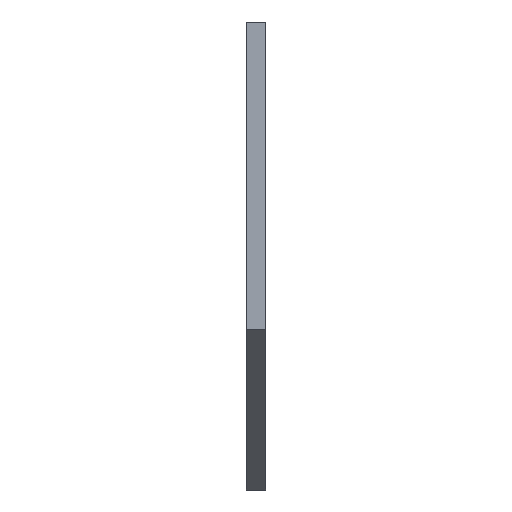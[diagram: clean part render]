
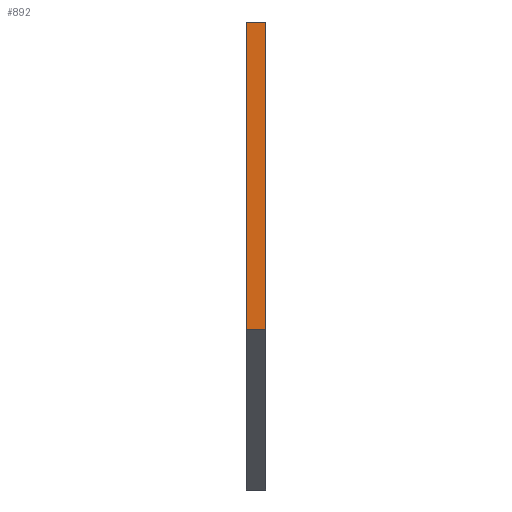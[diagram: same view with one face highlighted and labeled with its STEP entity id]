
A CAD part, front view. The second image highlights one B-rep face of the part: STEP entity #892.
In plain terms, the highlighted planar face has unit normal (0, -1, 0).
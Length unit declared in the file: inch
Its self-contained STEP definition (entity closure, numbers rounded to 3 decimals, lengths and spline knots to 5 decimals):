
#76=PLANE('',#1013);
#115=FACE_OUTER_BOUND('',#154,.T.);
#154=EDGE_LOOP('',(#696,#697,#698,#699));
#257=LINE('',#1466,#308);
#258=LINE('',#1469,#309);
#259=LINE('',#1471,#310);
#260=LINE('',#1472,#311);
#308=VECTOR('',#1242,0.3937);
#309=VECTOR('',#1245,0.3937);
#310=VECTOR('',#1246,0.3937);
#311=VECTOR('',#1247,0.3937);
#447=VERTEX_POINT('',#1462);
#448=VERTEX_POINT('',#1464);
#449=VERTEX_POINT('',#1468);
#450=VERTEX_POINT('',#1470);
#553=EDGE_CURVE('',#447,#448,#257,.T.);
#554=EDGE_CURVE('',#449,#447,#258,.T.);
#555=EDGE_CURVE('',#450,#448,#259,.T.);
#556=EDGE_CURVE('',#449,#450,#260,.T.);
#696=ORIENTED_EDGE('',*,*,#554,.T.);
#697=ORIENTED_EDGE('',*,*,#553,.T.);
#698=ORIENTED_EDGE('',*,*,#555,.F.);
#699=ORIENTED_EDGE('',*,*,#556,.F.);
#892=ADVANCED_FACE('',(#115),#76,.T.);
#1013=AXIS2_PLACEMENT_3D('',#1467,#1243,#1244);
#1242=DIRECTION('',(1.,0.,0.));
#1243=DIRECTION('center_axis',(0.,-1.,0.));
#1244=DIRECTION('ref_axis',(0.,0.,-1.));
#1245=DIRECTION('',(0.,0.,-1.));
#1246=DIRECTION('',(0.,0.,-1.));
#1247=DIRECTION('',(1.,0.,0.));
#1462=CARTESIAN_POINT('',(1.,8.11393,9.1901));
#1464=CARTESIAN_POINT('',(1.125,8.11393,9.1901));
#1466=CARTESIAN_POINT('',(1.,8.11393,9.1901));
#1467=CARTESIAN_POINT('Origin',(1.,8.11393,11.1901));
#1468=CARTESIAN_POINT('',(1.,8.11393,11.1901));
#1469=CARTESIAN_POINT('',(1.,8.11393,11.1901));
#1470=CARTESIAN_POINT('',(1.125,8.11393,11.1901));
#1471=CARTESIAN_POINT('',(1.125,8.11393,11.1901));
#1472=CARTESIAN_POINT('',(1.,8.11393,11.1901));
